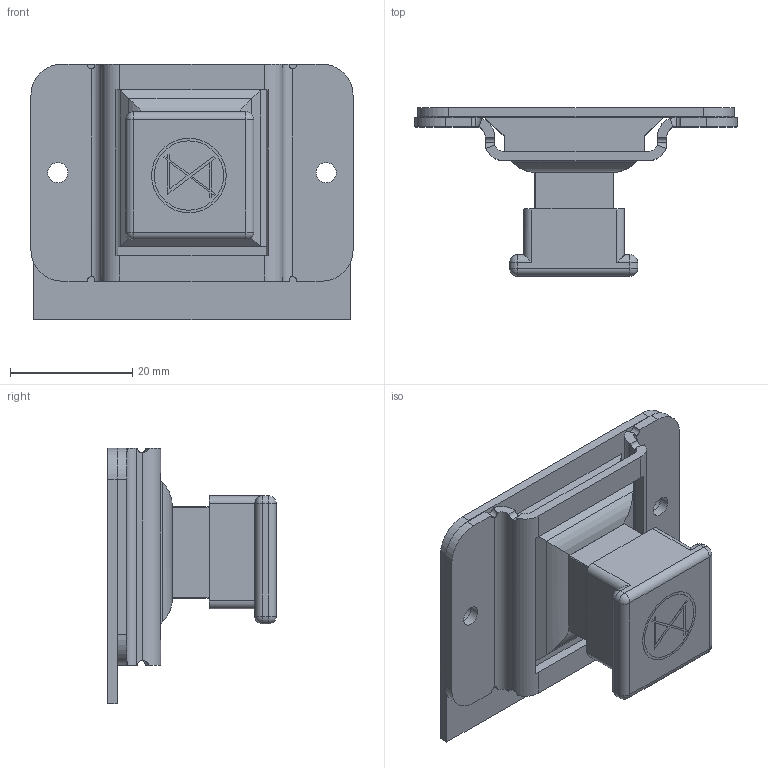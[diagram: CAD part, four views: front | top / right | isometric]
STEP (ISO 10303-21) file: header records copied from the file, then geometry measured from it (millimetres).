
FILE_DESCRIPTION(/* description */ (''),/* implementation_level */ '2;1');
FILE_NAME(/* name */ 'Kill Switch Assembly v4.step',/* time_stamp */ '2025-04-18T23:37:20-04:00',/* author */ (''),/* organization */ (''),/* preprocessor_version */ 'ST-DEVELOPER v20.1',/* originating_system */ 'Autodesk Translation Framework v14.4.0.0',/* authorisation */ '');
FILE_SCHEMA (('AUTOMOTIVE_DESIGN { 1 0 10303 214 3 1 1 }'));
Length unit declared in the file: millimetre
Products named in the file (1): Kill Switch Assembly
Bounding box: 52.78 x 27.6 x 41.91 mm (x, y, z)
Volume: 15463 mm3; surface area: 11548.1 mm2
Topology: 3 solids, 3 shells, 164 faces, 420 edges, 258 vertices
Faces by surface type: plane 95, cylinder 51, bspline 10, sphere 8
Full cylindrical faces by diameter (mm): 3.302 x4, 11.373 x1, 12.22 x1
Entity records: 5399 total; most frequent: CARTESIAN_POINT 1325, ORIENTED_EDGE 824, DIRECTION 802, EDGE_CURVE 412, LINE 284, VECTOR 284, AXIS2_PLACEMENT_3D 259, VERTEX_POINT 258
